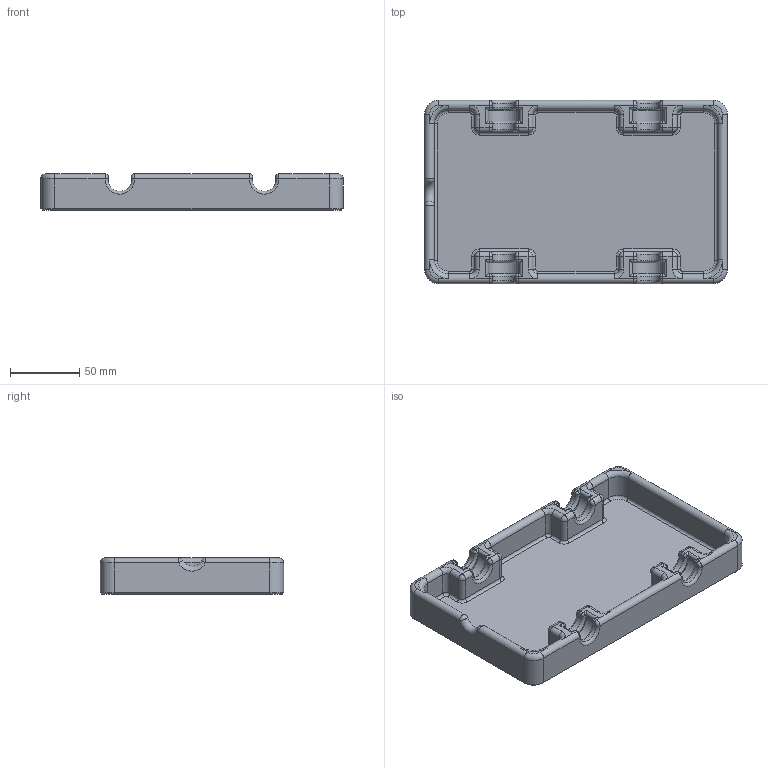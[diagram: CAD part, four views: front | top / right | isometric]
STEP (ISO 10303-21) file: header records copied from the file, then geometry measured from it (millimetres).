
FILE_DESCRIPTION( ( '' ), ' ' );
FILE_NAME( '5de4bf7dcbc37b1598197cba.step', '2019-12-02T07:38:39', ( '' ), ( '' ), ' ', ' ', ' ' );
FILE_SCHEMA( ( 'AUTOMOTIVE_DESIGN { 1 0 10303 214 1 1 1 1 }' ) );
Length unit declared in the file: metre
Products named in the file (1): tank
Bounding box: 218 x 132 x 26 mm (x, y, z)
Volume: 252722.5 mm3; surface area: 88715.8 mm2
Topology: 1 solids, 1 shells, 278 faces, 652 edges, 350 vertices
Faces by surface type: cylinder 121, plane 58, torus 45, sphere 26, bspline 24, cone 4
Entity records: 13766 total; most frequent: CARTESIAN_POINT 5323, DIRECTION 1420, ORIENTED_EDGE 1248, EDGE_CURVE 624, AXIS2_PLACEMENT_3D 573, VERTEX_POINT 348, CIRCLE 302, STYLED_ITEM 278
